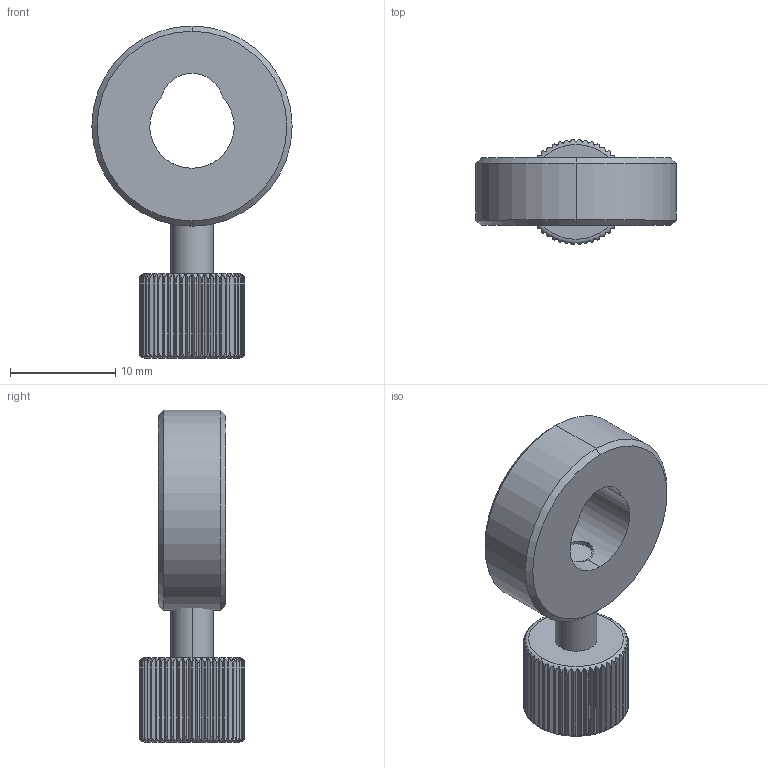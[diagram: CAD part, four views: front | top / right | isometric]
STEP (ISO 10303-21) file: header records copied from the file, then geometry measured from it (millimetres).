
FILE_DESCRIPTION (( 'STEP AP214' ), '1' );
FILE_NAME ('53HFC-1(M).STEP', '2018-11-08T07:36:40', ( '' ), ( '' ), 'SwSTEP 2.0', 'SolidWorks 2016', '' );
FILE_SCHEMA (( 'AUTOMOTIVE_DESIGN' ));
Length unit declared in the file: millimetre
Products named in the file (1): 53HFC-1(M)
Bounding box: 19 x 9.99 x 31.5 mm (x, y, z)
Surface area: 1602.4 mm2 (no closed solid volume)
Topology: 0 solids, 2 shells, 237 faces, 694 edges, 460 vertices
Faces by surface type: cylinder 122, plane 105, cone 6, torus 4
Entity records: 12767 total; most frequent: CARTESIAN_POINT 4372, ORIENTED_EDGE 1388, DIRECTION 970, EDGE_CURVE 694, VERTEX_POINT 460, AXIS2_PLACEMENT_3D 370, B_SPLINE_CURVE_WITH_KNOTS 332, EDGE_LOOP 240
